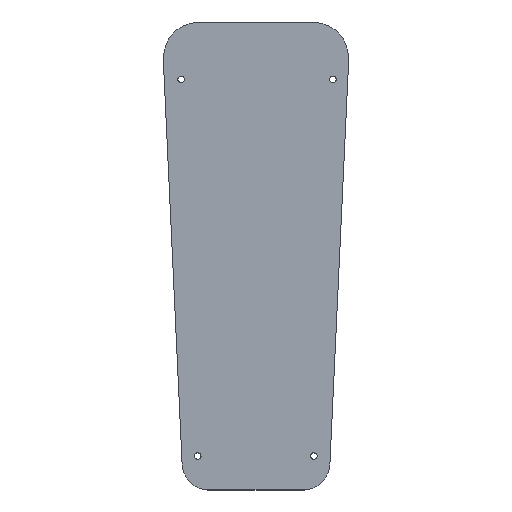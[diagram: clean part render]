
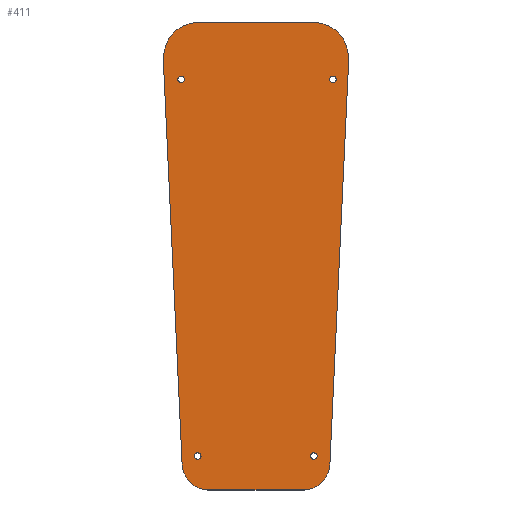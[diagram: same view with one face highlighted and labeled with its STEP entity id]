
A CAD part, top view. The second image highlights one B-rep face of the part: STEP entity #411.
In plain terms, the highlighted planar face has unit normal (0, 0, 1).
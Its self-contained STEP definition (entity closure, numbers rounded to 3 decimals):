
#19=FACE_BOUND('',#88,.T.);
#20=FACE_BOUND('',#89,.T.);
#21=FACE_BOUND('',#90,.T.);
#22=FACE_BOUND('',#91,.T.);
#35=PLANE('',#477);
#59=FACE_OUTER_BOUND('',#87,.T.);
#87=EDGE_LOOP('',(#347,#348,#349,#350,#351,#352,#353,#354,#355,#356));
#88=EDGE_LOOP('',(#357));
#89=EDGE_LOOP('',(#358));
#90=EDGE_LOOP('',(#359));
#91=EDGE_LOOP('',(#360));
#107=LINE('',#671,#133);
#112=LINE('',#689,#138);
#117=LINE('',#707,#143);
#121=LINE('',#719,#147);
#133=VECTOR('',#549,10.);
#138=VECTOR('',#568,10.);
#143=VECTOR('',#587,10.);
#147=VECTOR('',#599,10.);
#161=CIRCLE('',#448,1.75);
#162=CIRCLE('',#450,1.75);
#163=CIRCLE('',#452,1.75);
#164=CIRCLE('',#454,1.75);
#166=CIRCLE('',#458,21.954);
#168=CIRCLE('',#461,22.465);
#170=CIRCLE('',#465,22.465);
#172=CIRCLE('',#468,21.954);
#174=CIRCLE('',#472,14.602);
#176=CIRCLE('',#476,14.602);
#189=VERTEX_POINT('',#649);
#190=VERTEX_POINT('',#653);
#191=VERTEX_POINT('',#657);
#192=VERTEX_POINT('',#661);
#195=VERTEX_POINT('',#668);
#196=VERTEX_POINT('',#670);
#198=VERTEX_POINT('',#676);
#200=VERTEX_POINT('',#682);
#202=VERTEX_POINT('',#688);
#204=VERTEX_POINT('',#694);
#206=VERTEX_POINT('',#700);
#208=VERTEX_POINT('',#706);
#210=VERTEX_POINT('',#712);
#212=VERTEX_POINT('',#718);
#229=EDGE_CURVE('',#189,#189,#161,.T.);
#231=EDGE_CURVE('',#190,#190,#162,.T.);
#233=EDGE_CURVE('',#191,#191,#163,.T.);
#235=EDGE_CURVE('',#192,#192,#164,.T.);
#239=EDGE_CURVE('',#196,#195,#107,.T.);
#242=EDGE_CURVE('',#198,#196,#166,.T.);
#245=EDGE_CURVE('',#200,#198,#168,.T.);
#248=EDGE_CURVE('',#202,#200,#112,.T.);
#251=EDGE_CURVE('',#204,#202,#170,.T.);
#254=EDGE_CURVE('',#206,#204,#172,.T.);
#257=EDGE_CURVE('',#208,#206,#117,.T.);
#260=EDGE_CURVE('',#210,#208,#174,.T.);
#263=EDGE_CURVE('',#212,#210,#121,.T.);
#266=EDGE_CURVE('',#195,#212,#176,.T.);
#347=ORIENTED_EDGE('',*,*,#266,.T.);
#348=ORIENTED_EDGE('',*,*,#263,.T.);
#349=ORIENTED_EDGE('',*,*,#260,.T.);
#350=ORIENTED_EDGE('',*,*,#257,.T.);
#351=ORIENTED_EDGE('',*,*,#254,.T.);
#352=ORIENTED_EDGE('',*,*,#251,.T.);
#353=ORIENTED_EDGE('',*,*,#248,.T.);
#354=ORIENTED_EDGE('',*,*,#245,.T.);
#355=ORIENTED_EDGE('',*,*,#242,.T.);
#356=ORIENTED_EDGE('',*,*,#239,.T.);
#357=ORIENTED_EDGE('',*,*,#235,.T.);
#358=ORIENTED_EDGE('',*,*,#233,.T.);
#359=ORIENTED_EDGE('',*,*,#231,.T.);
#360=ORIENTED_EDGE('',*,*,#229,.T.);
#411=ADVANCED_FACE('',(#59,#19,#20,#21,#22),#35,.T.);
#448=AXIS2_PLACEMENT_3D('',#650,#527,#528);
#450=AXIS2_PLACEMENT_3D('',#654,#532,#533);
#452=AXIS2_PLACEMENT_3D('',#658,#537,#538);
#454=AXIS2_PLACEMENT_3D('',#662,#542,#543);
#458=AXIS2_PLACEMENT_3D('',#677,#555,#556);
#461=AXIS2_PLACEMENT_3D('',#683,#562,#563);
#465=AXIS2_PLACEMENT_3D('',#695,#574,#575);
#468=AXIS2_PLACEMENT_3D('',#701,#581,#582);
#472=AXIS2_PLACEMENT_3D('',#713,#593,#594);
#476=AXIS2_PLACEMENT_3D('',#723,#605,#606);
#477=AXIS2_PLACEMENT_3D('',#724,#607,#608);
#527=DIRECTION('center_axis',(0.,0.,-1.));
#528=DIRECTION('ref_axis',(1.,0.,0.));
#532=DIRECTION('center_axis',(0.,0.,-1.));
#533=DIRECTION('ref_axis',(1.,0.,0.));
#537=DIRECTION('center_axis',(0.,0.,-1.));
#538=DIRECTION('ref_axis',(1.,0.,0.));
#542=DIRECTION('center_axis',(0.,0.,-1.));
#543=DIRECTION('ref_axis',(1.,0.,0.));
#549=DIRECTION('',(0.046,-0.999,0.));
#555=DIRECTION('center_axis',(0.,0.,1.));
#556=DIRECTION('ref_axis',(-0.762,0.647,0.));
#562=DIRECTION('center_axis',(0.,0.,1.));
#563=DIRECTION('ref_axis',(0.,1.,0.));
#568=DIRECTION('',(-1.,0.,0.));
#574=DIRECTION('center_axis',(0.,0.,1.));
#575=DIRECTION('ref_axis',(0.669,0.743,0.));
#581=DIRECTION('center_axis',(0.,0.,1.));
#582=DIRECTION('ref_axis',(0.999,-0.046,0.));
#587=DIRECTION('',(0.046,0.999,0.));
#593=DIRECTION('center_axis',(0.,0.,1.));
#594=DIRECTION('ref_axis',(0.058,-0.998,0.));
#599=DIRECTION('',(1.,0.,0.));
#605=DIRECTION('center_axis',(0.,0.,1.));
#606=DIRECTION('ref_axis',(-0.999,-0.046,0.));
#607=DIRECTION('center_axis',(0.,0.,1.));
#608=DIRECTION('ref_axis',(1.,0.,0.));
#649=CARTESIAN_POINT('',(-42.75,95.,5.));
#650=CARTESIAN_POINT('Origin',(-41.,95.,5.));
#653=CARTESIAN_POINT('',(38.35,95.,5.));
#654=CARTESIAN_POINT('Origin',(40.1,95.,5.));
#657=CARTESIAN_POINT('',(28.16,-106.276,5.));
#658=CARTESIAN_POINT('Origin',(29.91,-106.276,5.));
#661=CARTESIAN_POINT('',(-33.892,-106.276,5.));
#662=CARTESIAN_POINT('Origin',(-32.142,-106.276,5.));
#668=CARTESIAN_POINT('',(-40.5,-110.5,5.));
#670=CARTESIAN_POINT('',(-50.5,104.7,5.));
#671=CARTESIAN_POINT('',(-40.5,-110.5,5.));
#676=CARTESIAN_POINT('',(-45.301,119.934,5.));
#677=CARTESIAN_POINT('Origin',(-28.569,105.719,5.));
#682=CARTESIAN_POINT('',(-30.273,125.7,5.));
#683=CARTESIAN_POINT('Origin',(-30.273,103.235,5.));
#688=CARTESIAN_POINT('',(28.273,125.7,5.));
#689=CARTESIAN_POINT('',(0.,125.7,5.));
#694=CARTESIAN_POINT('',(43.301,119.934,5.));
#695=CARTESIAN_POINT('Origin',(28.273,103.235,5.));
#700=CARTESIAN_POINT('',(48.5,104.7,5.));
#701=CARTESIAN_POINT('Origin',(26.569,105.719,5.));
#706=CARTESIAN_POINT('',(38.5,-110.5,5.));
#707=CARTESIAN_POINT('',(38.5,-110.5,5.));
#712=CARTESIAN_POINT('',(24.762,-124.4,5.));
#713=CARTESIAN_POINT('Origin',(23.913,-109.822,5.));
#718=CARTESIAN_POINT('',(-26.762,-124.4,5.));
#719=CARTESIAN_POINT('',(0.,-124.4,5.));
#723=CARTESIAN_POINT('Origin',(-25.913,-109.822,5.));
#724=CARTESIAN_POINT('Origin',(-1.,0.65,5.));
